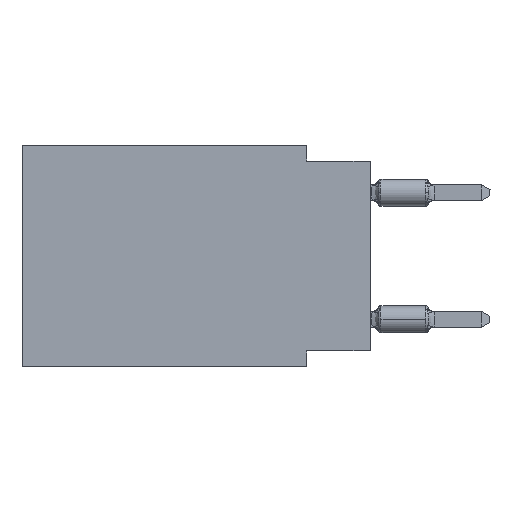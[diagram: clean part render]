
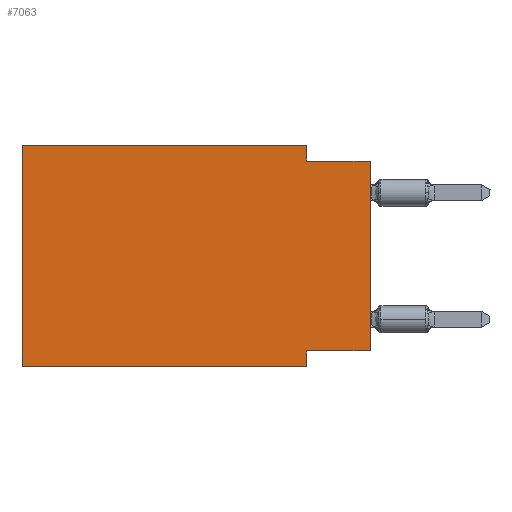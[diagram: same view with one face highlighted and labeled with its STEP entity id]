
A CAD part, left-side view. The second image highlights one B-rep face of the part: STEP entity #7063.
In plain terms, the highlighted planar face has unit normal (-1, 0, 0).
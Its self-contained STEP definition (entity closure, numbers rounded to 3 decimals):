
#159 = DIRECTION ( 'NONE',  ( 1., 0., 0. ) ) ;
#867 = VERTEX_POINT ( 'NONE', #2376 ) ;
#1357 = EDGE_CURVE ( 'NONE', #9882, #5580, #26782, .T. ) ;
#2213 = ORIENTED_EDGE ( 'NONE', *, *, #29122, .F. ) ;
#2376 = CARTESIAN_POINT ( 'NONE',  ( 0., 13.97, 0. ) ) ;
#2910 = VERTEX_POINT ( 'NONE', #20407 ) ;
#2955 = DIRECTION ( 'NONE',  ( 0., 0., 1. ) ) ;
#3112 = VERTEX_POINT ( 'NONE', #29514 ) ;
#3275 = CARTESIAN_POINT ( 'NONE',  ( 0., 13.97, 0. ) ) ;
#3336 = LINE ( 'NONE', #24118, #31335 ) ;
#3356 = LINE ( 'NONE', #3858, #20298 ) ;
#3759 = VERTEX_POINT ( 'NONE', #10077 ) ;
#3858 = CARTESIAN_POINT ( 'NONE',  ( 0., 0., 0. ) ) ;
#4320 = ORIENTED_EDGE ( 'NONE', *, *, #31767, .T. ) ;
#4475 = ORIENTED_EDGE ( 'NONE', *, *, #1357, .F. ) ;
#4697 = ORIENTED_EDGE ( 'NONE', *, *, #31593, .F. ) ;
#5284 = LINE ( 'NONE', #3275, #19731 ) ;
#5466 = CARTESIAN_POINT ( 'NONE',  ( 0., 2.54, -8.89 ) ) ;
#5470 = DIRECTION ( 'NONE',  ( 0., 0., -1. ) ) ;
#5576 = EDGE_CURVE ( 'NONE', #3112, #867, #25742, .T. ) ;
#5580 = VERTEX_POINT ( 'NONE', #5466 ) ;
#5625 = CARTESIAN_POINT ( 'NONE',  ( 0., 13.97, 0. ) ) ;
#7063 = ADVANCED_FACE ( 'NONE', ( #28247 ), #25255, .F. ) ;
#7521 = LINE ( 'NONE', #18139, #29732 ) ;
#8729 = VECTOR ( 'NONE', #2955, 1000. ) ;
#9316 = DIRECTION ( 'NONE',  ( 0., 0., -1. ) ) ;
#9863 = DIRECTION ( 'NONE',  ( 0., 0., -1. ) ) ;
#9882 = VERTEX_POINT ( 'NONE', #12638 ) ;
#10077 = CARTESIAN_POINT ( 'NONE',  ( 0., 2.54, -0.635 ) ) ;
#11303 = CARTESIAN_POINT ( 'NONE',  ( 0., 2.54, -8.89 ) ) ;
#11962 = EDGE_LOOP ( 'NONE', ( #4320, #18666, #2213, #26562, #31780, #26923, #4475, #4697 ) ) ;
#12178 = LINE ( 'NONE', #22512, #18623 ) ;
#12638 = CARTESIAN_POINT ( 'NONE',  ( 0., 2.54, -8.255 ) ) ;
#13489 = DIRECTION ( 'NONE',  ( 0., 0., 1. ) ) ;
#14830 = DIRECTION ( 'NONE',  ( 0., -1., 0. ) ) ;
#14831 = VERTEX_POINT ( 'NONE', #15272 ) ;
#15176 = LINE ( 'NONE', #17683, #18693 ) ;
#15272 = CARTESIAN_POINT ( 'NONE',  ( 0., 0., -8.255 ) ) ;
#15861 = EDGE_CURVE ( 'NONE', #3112, #5580, #7521, .T. ) ;
#17683 = CARTESIAN_POINT ( 'NONE',  ( 0., 0., -8.255 ) ) ;
#18139 = CARTESIAN_POINT ( 'NONE',  ( 0., 13.97, -8.89 ) ) ;
#18623 = VECTOR ( 'NONE', #9863, 1000. ) ;
#18666 = ORIENTED_EDGE ( 'NONE', *, *, #20976, .F. ) ;
#18693 = VECTOR ( 'NONE', #25324, 1000. ) ;
#19731 = VECTOR ( 'NONE', #30887, 1000. ) ;
#20298 = VECTOR ( 'NONE', #13489, 1000. ) ;
#20407 = CARTESIAN_POINT ( 'NONE',  ( 0., 2.54, 0. ) ) ;
#20976 = EDGE_CURVE ( 'NONE', #3759, #22176, #3336, .T. ) ;
#22083 = AXIS2_PLACEMENT_3D ( 'NONE', #25579, #159, #5470 ) ;
#22176 = VERTEX_POINT ( 'NONE', #30631 ) ;
#22512 = CARTESIAN_POINT ( 'NONE',  ( 0., 2.54, 0. ) ) ;
#23458 = DIRECTION ( 'NONE',  ( 0., -1., 0. ) ) ;
#24118 = CARTESIAN_POINT ( 'NONE',  ( 0., 0., -0.635 ) ) ;
#25255 = PLANE ( 'NONE',  #22083 ) ;
#25324 = DIRECTION ( 'NONE',  ( 0., 1., 0. ) ) ;
#25579 = CARTESIAN_POINT ( 'NONE',  ( 0., 13.97, 0. ) ) ;
#25742 = LINE ( 'NONE', #5625, #8729 ) ;
#26562 = ORIENTED_EDGE ( 'NONE', *, *, #31238, .F. ) ;
#26782 = LINE ( 'NONE', #11303, #26954 ) ;
#26923 = ORIENTED_EDGE ( 'NONE', *, *, #15861, .T. ) ;
#26954 = VECTOR ( 'NONE', #9316, 1000. ) ;
#28247 = FACE_OUTER_BOUND ( 'NONE', #11962, .T. ) ;
#29122 = EDGE_CURVE ( 'NONE', #2910, #3759, #12178, .T. ) ;
#29514 = CARTESIAN_POINT ( 'NONE',  ( 0., 13.97, -8.89 ) ) ;
#29732 = VECTOR ( 'NONE', #14830, 1000. ) ;
#30631 = CARTESIAN_POINT ( 'NONE',  ( 0., 0., -0.635 ) ) ;
#30887 = DIRECTION ( 'NONE',  ( 0., -1., 0. ) ) ;
#31238 = EDGE_CURVE ( 'NONE', #867, #2910, #5284, .T. ) ;
#31335 = VECTOR ( 'NONE', #23458, 1000. ) ;
#31593 = EDGE_CURVE ( 'NONE', #14831, #9882, #15176, .T. ) ;
#31767 = EDGE_CURVE ( 'NONE', #14831, #22176, #3356, .T. ) ;
#31780 = ORIENTED_EDGE ( 'NONE', *, *, #5576, .F. ) ;
